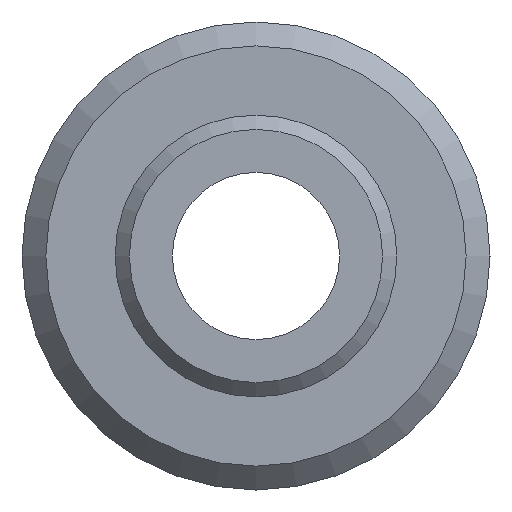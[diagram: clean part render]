
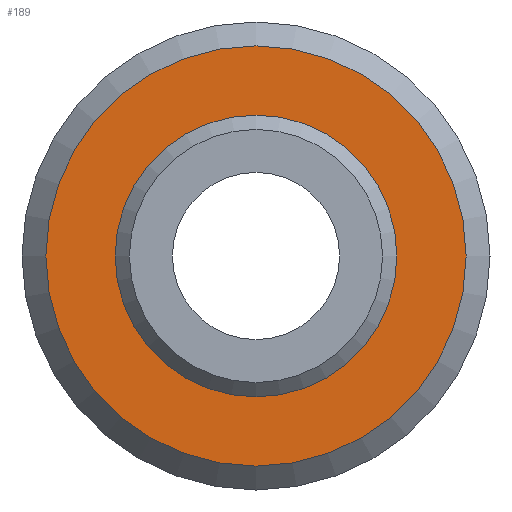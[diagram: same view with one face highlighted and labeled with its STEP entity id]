
A CAD part, left-side view. The second image highlights one B-rep face of the part: STEP entity #189.
In plain terms, the highlighted planar face has unit normal (-1, 0, 0).
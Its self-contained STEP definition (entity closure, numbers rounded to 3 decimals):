
#18=FACE_BOUND('',#53,.T.);
#22=PLANE('',#240);
#37=FACE_OUTER_BOUND('',#52,.T.);
#52=EDGE_LOOP('',(#169));
#53=EDGE_LOOP('',(#170));
#80=CIRCLE('',#229,2.95);
#86=CIRCLE('',#239,4.4);
#96=VERTEX_POINT('',#336);
#102=VERTEX_POINT('',#355);
#115=EDGE_CURVE('',#96,#96,#80,.T.);
#125=EDGE_CURVE('',#102,#102,#86,.T.);
#169=ORIENTED_EDGE('',*,*,#125,.F.);
#170=ORIENTED_EDGE('',*,*,#115,.T.);
#189=ADVANCED_FACE('',(#37,#18),#22,.T.);
#229=AXIS2_PLACEMENT_3D('',#337,#277,#278);
#239=AXIS2_PLACEMENT_3D('',#357,#301,#302);
#240=AXIS2_PLACEMENT_3D('',#358,#303,#304);
#277=DIRECTION('center_axis',(1.,0.,0.));
#278=DIRECTION('ref_axis',(0.,0.,-1.));
#301=DIRECTION('center_axis',(1.,0.,0.));
#302=DIRECTION('ref_axis',(0.,-1.,0.));
#303=DIRECTION('center_axis',(-1.,0.,0.));
#304=DIRECTION('ref_axis',(0.,0.,1.));
#336=CARTESIAN_POINT('',(-11.25,-2.95,0.));
#337=CARTESIAN_POINT('Origin',(-11.25,0.,0.));
#355=CARTESIAN_POINT('',(-11.25,4.4,0.));
#357=CARTESIAN_POINT('Origin',(-11.25,0.,0.));
#358=CARTESIAN_POINT('Origin',(-11.25,4.9,0.));
